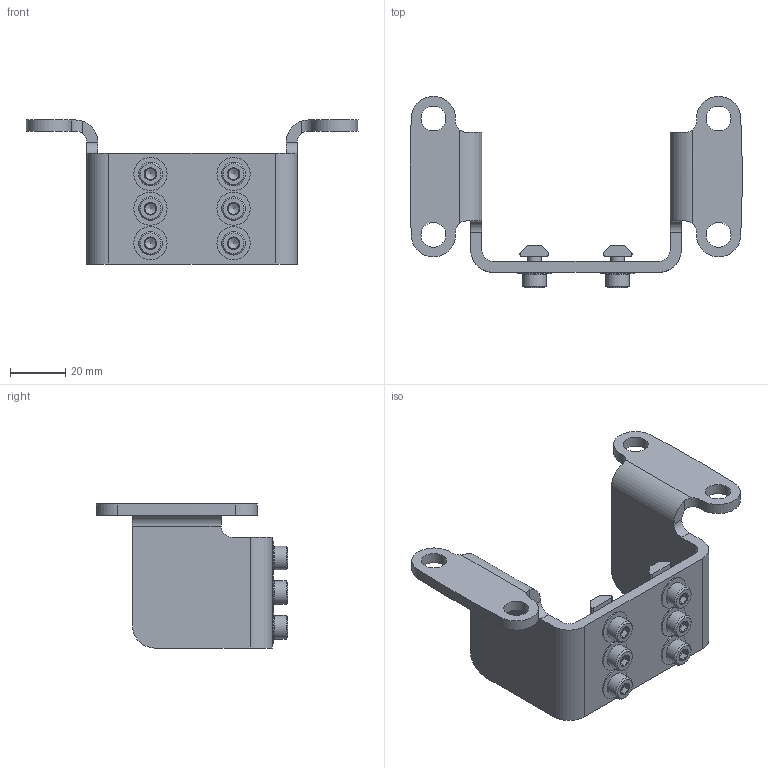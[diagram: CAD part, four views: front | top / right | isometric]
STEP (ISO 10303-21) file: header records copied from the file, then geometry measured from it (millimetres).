
FILE_DESCRIPTION(/* description */ ('STEP AP214'),/* implementation_level */ '2;1');
FILE_NAME(/* name */ '5127005_EAHH-P2-60',/* time_stamp */ '2024-08-26T17:22:35+02:00',/* author */ ('License CC BY-ND 4.0'),/* organization */ ('CADENAS'),/* preprocessor_version */ 'ST-DEVELOPER v19.3',/* originating_system */ 'PARTsolutions',/* authorisation */ ' ');
FILE_SCHEMA (('AUTOMOTIVE_DESIGN {1 0 10303 214 3 1 1}'));
Length unit declared in the file: millimetre
Products named in the file (5): 5127005 EAHH-P2-60---(high); 5127004 EAHH-P2-60---(mechanical highF); ISO-4762 M5x10; Shim ring DIN 988 6x12x0.5; 8074283 EPCC-M5---(mechanical highn)
Assembly tree (15 placements, depth 2):
  5127005 EAHH-P2-60---(high)
    5127004 EAHH-P2-60---(mechanical highF)
    ISO-4762 M5x10  x6
    Shim ring DIN 988 6x12x0.5  x6
    8074283 EPCC-M5---(mechanical highn)  x2
Bounding box: 119.89 x 69 x 52 mm (x, y, z)
Volume: 40666.1 mm3; surface area: 26913.2 mm2
Topology: 15 solids, 15 shells, 284 faces, 686 edges, 432 vertices
Faces by surface type: plane 136, cone 78, cylinder 70
Full cylindrical faces by diameter (mm): 4.134 x6, 5 x6, 5.5 x6, 6 x6, 8.5 x6, 9 x4, 12 x6
Entity records: 3301 total; most frequent: CARTESIAN_POINT 609, DIRECTION 562, ORIENTED_EDGE 470, EDGE_CURVE 235, AXIS2_PLACEMENT_3D 229, VERTEX_POINT 168, FACE_BOUND 157, EDGE_LOOP 156
